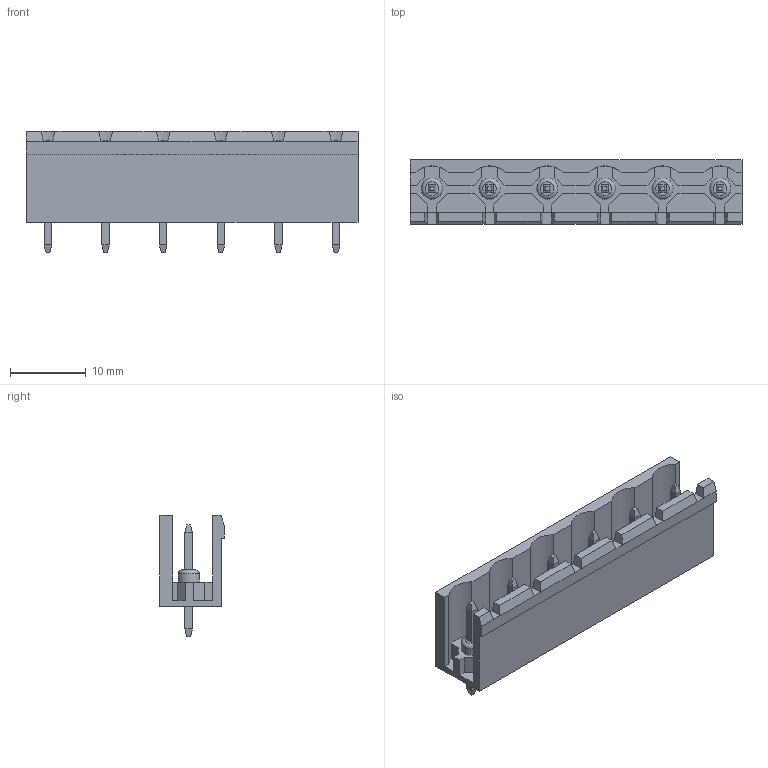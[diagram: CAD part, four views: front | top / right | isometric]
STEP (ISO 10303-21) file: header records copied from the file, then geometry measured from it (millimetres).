
FILE_DESCRIPTION( ( 'Unknown' ), '1' );
FILE_NAME( '691311400006.stp', 'Unknown', ( 'Quentin LAIDEBEUR' ), ( 'WE' ), 'PSStep 15.0.49', 'Sample-box', ' ' );
FILE_SCHEMA( ( 'AUTOMOTIVE_DESIGN { 1 0 10303 214 1 1 1 1 }' ) );
Length unit declared in the file: millimetre
Products named in the file (3): Assem1; 691318400006; 6913114000xx_PIN
Assembly tree (7 placements, depth 2):
  Assem1
    691318400006
    6913114000xx_PIN  x6
Bounding box: 43.9 x 8.5 x 16 mm (x, y, z)
Volume: 1791.7 mm3; surface area: 3706.6 mm2
Topology: 7 solids, 7 shells, 299 faces, 795 edges, 510 vertices
Faces by surface type: plane 281, cylinder 12, torus 6
Full cylindrical faces by diameter (mm): 2.8 x6
Entity records: 9167 total; most frequent: CARTESIAN_POINT 1298, ORIENTED_EDGE 1274, DIRECTION 1153, EDGE_CURVE 637, LINE 595, VECTOR 595, VERTEX_POINT 424, AXIS2_PLACEMENT_3D 279
